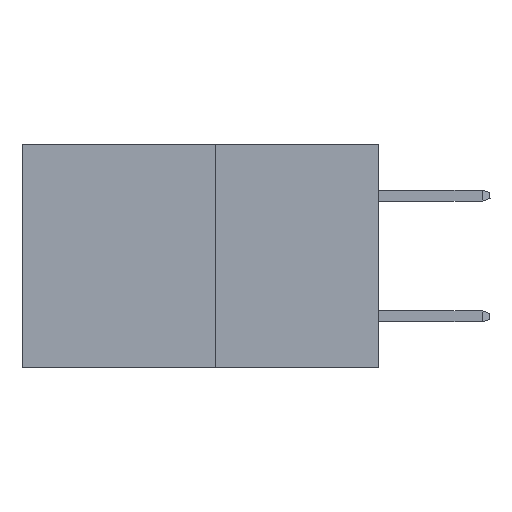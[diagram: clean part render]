
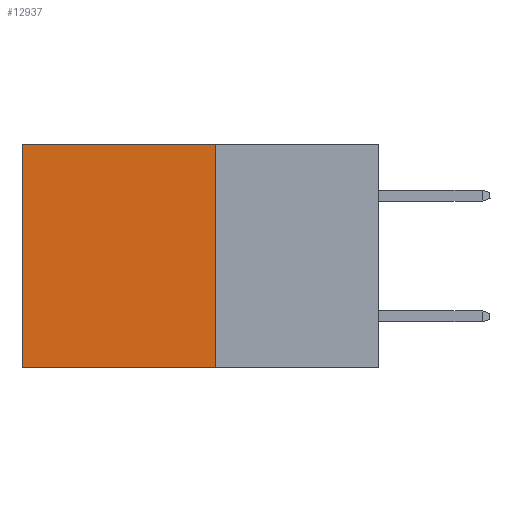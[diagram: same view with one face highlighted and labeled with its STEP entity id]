
A CAD part, left-side view. The second image highlights one B-rep face of the part: STEP entity #12937.
In plain terms, the highlighted planar face has unit normal (-1, 0, 0).
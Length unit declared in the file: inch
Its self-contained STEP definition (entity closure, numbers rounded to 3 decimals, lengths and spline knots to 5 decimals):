
#1571 = EDGE_CURVE ( 'NONE', #19121, #11969, #12210, .T. ) ;
#1615 = DIRECTION ( 'NONE',  ( 0., 0., -1. ) ) ;
#1777 = DIRECTION ( 'NONE',  ( 0., 0., -1. ) ) ;
#4236 = EDGE_LOOP ( 'NONE', ( #22036, #8021, #24899, #19645 ) ) ;
#6632 = VECTOR ( 'NONE', #22634, 39.37008 ) ;
#8021 = ORIENTED_EDGE ( 'NONE', *, *, #22983, .F. ) ;
#9595 = EDGE_CURVE ( 'NONE', #19121, #24765, #10711, .T. ) ;
#10141 = VERTEX_POINT ( 'NONE', #22101 ) ;
#10711 = LINE ( 'NONE', #12412, #20946 ) ;
#10778 = CARTESIAN_POINT ( 'NONE',  ( 0.277, 0.27, -0.37 ) ) ;
#11067 = CARTESIAN_POINT ( 'NONE',  ( 0.277, 0.59, 0. ) ) ;
#11611 = EDGE_CURVE ( 'NONE', #24765, #10141, #25800, .T. ) ;
#11969 = VERTEX_POINT ( 'NONE', #25349 ) ;
#12057 = PLANE ( 'NONE',  #22326 ) ;
#12210 = LINE ( 'NONE', #21354, #6632 ) ;
#12412 = CARTESIAN_POINT ( 'NONE',  ( 0.277, 0.27, 0. ) ) ;
#12499 = DIRECTION ( 'NONE',  ( 0., 1., 0. ) ) ;
#12937 = ADVANCED_FACE ( 'NONE', ( #25086 ), #12057, .F. ) ;
#14132 = DIRECTION ( 'NONE',  ( 1., 0., 0. ) ) ;
#16863 = DIRECTION ( 'NONE',  ( 0., 1., 0. ) ) ;
#17762 = VECTOR ( 'NONE', #16863, 39.37008 ) ;
#18258 = CARTESIAN_POINT ( 'NONE',  ( 0.277, 0.59, -0.37 ) ) ;
#18415 = LINE ( 'NONE', #10778, #17762 ) ;
#19121 = VERTEX_POINT ( 'NONE', #22989 ) ;
#19645 = ORIENTED_EDGE ( 'NONE', *, *, #9595, .T. ) ;
#20180 = CARTESIAN_POINT ( 'NONE',  ( 0.277, 0.27, -0.37 ) ) ;
#20946 = VECTOR ( 'NONE', #12499, 39.37008 ) ;
#21354 = CARTESIAN_POINT ( 'NONE',  ( 0.277, 0.27, -0.37 ) ) ;
#22036 = ORIENTED_EDGE ( 'NONE', *, *, #11611, .T. ) ;
#22101 = CARTESIAN_POINT ( 'NONE',  ( 0.277, 0.59, -0.37 ) ) ;
#22326 = AXIS2_PLACEMENT_3D ( 'NONE', #20180, #14132, #1615 ) ;
#22634 = DIRECTION ( 'NONE',  ( 0., 0., -1. ) ) ;
#22983 = EDGE_CURVE ( 'NONE', #11969, #10141, #18415, .T. ) ;
#22989 = CARTESIAN_POINT ( 'NONE',  ( 0.277, 0.27, 0. ) ) ;
#24541 = VECTOR ( 'NONE', #1777, 39.37008 ) ;
#24765 = VERTEX_POINT ( 'NONE', #11067 ) ;
#24899 = ORIENTED_EDGE ( 'NONE', *, *, #1571, .F. ) ;
#25086 = FACE_OUTER_BOUND ( 'NONE', #4236, .T. ) ;
#25349 = CARTESIAN_POINT ( 'NONE',  ( 0.277, 0.27, -0.37 ) ) ;
#25800 = LINE ( 'NONE', #18258, #24541 ) ;
